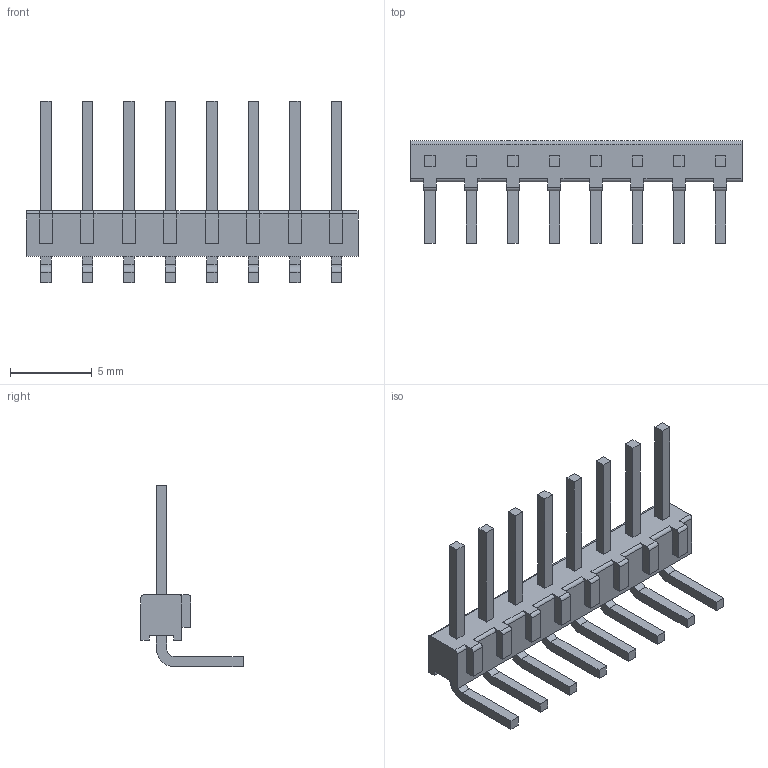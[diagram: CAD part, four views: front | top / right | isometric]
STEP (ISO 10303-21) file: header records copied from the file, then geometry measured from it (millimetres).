
FILE_DESCRIPTION (( 'STEP AP214' ), '1' );
FILE_NAME ('8pin-header-90.stp', '2018-12-29T19:30:01', ( '' ), ( '' ), 'SwSTEP 2.0', 'SolidWorks 2014', '' );
FILE_SCHEMA (( 'AUTOMOTIVE_DESIGN' ));
Length unit declared in the file: millimetre
Products named in the file (1): 8pin-header-90
Bounding box: 20.32 x 6.25 x 11.12 mm (x, y, z)
Volume: 180.9 mm3; surface area: 522.9 mm2
Topology: 1 solids, 1 shells, 172 faces, 462 edges, 308 vertices
Faces by surface type: plane 138, cylinder 34
Entity records: 7260 total; most frequent: CARTESIAN_POINT 943, ORIENTED_EDGE 924, DIRECTION 876, EDGE_CURVE 462, LINE 394, VECTOR 394, VERTEX_POINT 308, AXIS2_PLACEMENT_3D 241
